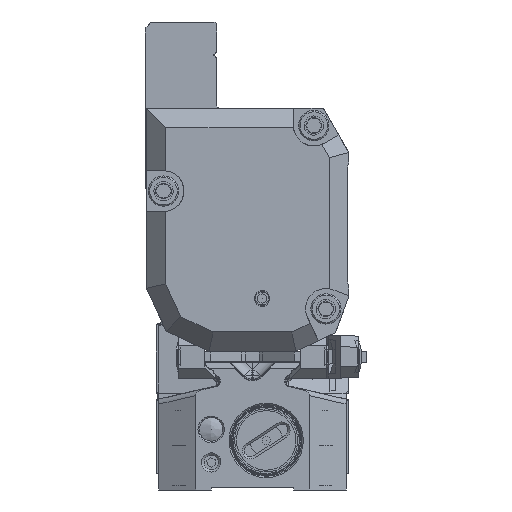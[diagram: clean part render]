
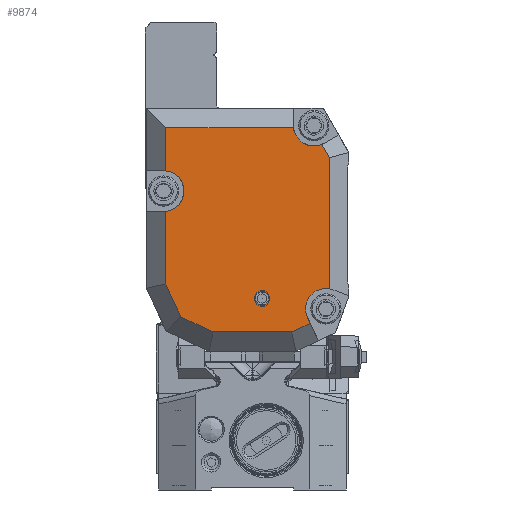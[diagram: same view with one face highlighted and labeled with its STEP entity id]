
A CAD part, front view. The second image highlights one B-rep face of the part: STEP entity #9874.
In plain terms, the highlighted planar face has unit normal (0, -1, 0).
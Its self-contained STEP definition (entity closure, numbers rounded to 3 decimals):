
#6456=FACE_BOUND('',#18710,.T.);
#6457=FACE_BOUND('',#18711,.T.);
#9874=ADVANCED_FACE('',(#6456,#6457),#11811,.F.);
#11811=PLANE('',#70078);
#18710=EDGE_LOOP('',(#36693,#36694,#36695,#36696,#36697,#36698,#36699,#36700,
#36701,#36702,#36703,#36704,#36705));
#18711=EDGE_LOOP('',(#36706));
#36693=ORIENTED_EDGE('',*,*,#51878,.T.);
#36694=ORIENTED_EDGE('',*,*,#51879,.T.);
#36695=ORIENTED_EDGE('',*,*,#51880,.T.);
#36696=ORIENTED_EDGE('',*,*,#51881,.T.);
#36697=ORIENTED_EDGE('',*,*,#51882,.T.);
#36698=ORIENTED_EDGE('',*,*,#51883,.T.);
#36699=ORIENTED_EDGE('',*,*,#51884,.T.);
#36700=ORIENTED_EDGE('',*,*,#51885,.T.);
#36701=ORIENTED_EDGE('',*,*,#51886,.T.);
#36702=ORIENTED_EDGE('',*,*,#51887,.T.);
#36703=ORIENTED_EDGE('',*,*,#51888,.T.);
#36704=ORIENTED_EDGE('',*,*,#51889,.T.);
#36705=ORIENTED_EDGE('',*,*,#51890,.T.);
#36706=ORIENTED_EDGE('',*,*,#51891,.T.);
#42840=VERTEX_POINT('',#119223);
#42841=VERTEX_POINT('',#119224);
#42842=VERTEX_POINT('',#119226);
#42843=VERTEX_POINT('',#119228);
#42844=VERTEX_POINT('',#119230);
#42845=VERTEX_POINT('',#119232);
#42846=VERTEX_POINT('',#119234);
#42847=VERTEX_POINT('',#119236);
#42848=VERTEX_POINT('',#119238);
#42849=VERTEX_POINT('',#119240);
#42850=VERTEX_POINT('',#119242);
#42851=VERTEX_POINT('',#119244);
#42852=VERTEX_POINT('',#119246);
#42853=VERTEX_POINT('',#119249);
#51878=EDGE_CURVE('',#42840,#42841,#64643,.T.);
#51879=EDGE_CURVE('',#42841,#42842,#57234,.T.);
#51880=EDGE_CURVE('',#42842,#42843,#57235,.T.);
#51881=EDGE_CURVE('',#42843,#42844,#64644,.T.);
#51882=EDGE_CURVE('',#42844,#42845,#57236,.T.);
#51883=EDGE_CURVE('',#42845,#42846,#57237,.T.);
#51884=EDGE_CURVE('',#42846,#42847,#64645,.T.);
#51885=EDGE_CURVE('',#42847,#42848,#57238,.T.);
#51886=EDGE_CURVE('',#42848,#42849,#57239,.T.);
#51887=EDGE_CURVE('',#42849,#42850,#57240,.T.);
#51888=EDGE_CURVE('',#42850,#42851,#57241,.T.);
#51889=EDGE_CURVE('',#42851,#42852,#57242,.T.);
#51890=EDGE_CURVE('',#42852,#42840,#57243,.T.);
#51891=EDGE_CURVE('',#42853,#42853,#64646,.T.);
#57234=LINE('',#119225,#62663);
#57235=LINE('',#119227,#62664);
#57236=LINE('',#119231,#62665);
#57237=LINE('',#119233,#62666);
#57238=LINE('',#119237,#62667);
#57239=LINE('',#119239,#62668);
#57240=LINE('',#119241,#62669);
#57241=LINE('',#119243,#62670);
#57242=LINE('',#119245,#62671);
#57243=LINE('',#119247,#62672);
#62663=VECTOR('',#86313,1.);
#62664=VECTOR('',#86314,1.);
#62665=VECTOR('',#86317,1.);
#62666=VECTOR('',#86318,1.);
#62667=VECTOR('',#86321,1.);
#62668=VECTOR('',#86322,1.);
#62669=VECTOR('',#86323,1.);
#62670=VECTOR('',#86324,1.);
#62671=VECTOR('',#86325,1.);
#62672=VECTOR('',#86326,1.);
#64643=CIRCLE('',#70074,3.7);
#64644=CIRCLE('',#70075,3.7);
#64645=CIRCLE('',#70076,3.7);
#64646=CIRCLE('',#70077,1.3);
#70074=AXIS2_PLACEMENT_3D('',#119222,#86311,#86312);
#70075=AXIS2_PLACEMENT_3D('',#119229,#86315,#86316);
#70076=AXIS2_PLACEMENT_3D('',#119235,#86319,#86320);
#70077=AXIS2_PLACEMENT_3D('',#119248,#86327,#86328);
#70078=AXIS2_PLACEMENT_3D('',#119250,#86329,#86330);
#86311=DIRECTION('',(0.,1.,0.));
#86312=DIRECTION('',(-1.,0.,0.));
#86313=DIRECTION('',(0.,0.,1.));
#86314=DIRECTION('',(-0.5,0.,0.866));
#86315=DIRECTION('',(0.,1.,0.));
#86316=DIRECTION('',(-1.,0.,0.));
#86317=DIRECTION('',(-1.,0.,0.));
#86318=DIRECTION('',(0.,0.,-1.));
#86319=DIRECTION('',(0.,1.,0.));
#86320=DIRECTION('',(-1.,0.,0.));
#86321=DIRECTION('',(0.,0.,-1.));
#86322=DIRECTION('',(0.419,0.,-0.908));
#86323=DIRECTION('',(0.905,0.,-0.426));
#86324=DIRECTION('',(1.,0.,0.));
#86325=DIRECTION('',(0.905,0.,0.426));
#86326=DIRECTION('',(-0.426,0.,0.905));
#86327=DIRECTION('',(0.,1.,0.));
#86328=DIRECTION('',(0.,0.,1.));
#86329=DIRECTION('',(0.,1.,0.));
#86330=DIRECTION('',(0.,0.,1.));
#119222=CARTESIAN_POINT('',(32.85,-8.,-52.11));
#119223=CARTESIAN_POINT('',(29.503,-8.,-53.687));
#119224=CARTESIAN_POINT('',(33.5,-8.,-48.468));
#119225=CARTESIAN_POINT('',(33.5,-8.,-46.706));
#119226=CARTESIAN_POINT('',(33.5,-8.,-24.648));
#119227=CARTESIAN_POINT('',(44.864,-8.,-44.331));
#119228=CARTESIAN_POINT('',(32.096,-8.,-22.216));
#119229=CARTESIAN_POINT('',(30.65,-8.,-18.81));
#119230=CARTESIAN_POINT('',(26.972,-8.,-19.21));
#119231=CARTESIAN_POINT('',(40.75,-8.,-19.21));
#119232=CARTESIAN_POINT('',(3.75,-8.,-19.21));
#119233=CARTESIAN_POINT('',(3.75,-8.,-46.706));
#119234=CARTESIAN_POINT('',(3.75,-8.,-27.032));
#119235=CARTESIAN_POINT('',(3.35,-8.,-30.71));
#119236=CARTESIAN_POINT('',(3.75,-8.,-34.388));
#119237=CARTESIAN_POINT('',(3.75,-8.,-46.706));
#119238=CARTESIAN_POINT('',(3.75,-8.,-47.584));
#119239=CARTESIAN_POINT('',(9.912,-8.,-60.937));
#119240=CARTESIAN_POINT('',(6.493,-8.,-53.528));
#119241=CARTESIAN_POINT('',(31.901,-8.,-65.495));
#119242=CARTESIAN_POINT('',(12.378,-8.,-56.3));
#119243=CARTESIAN_POINT('',(40.75,-8.,-56.3));
#119244=CARTESIAN_POINT('',(26.622,-8.,-56.3));
#119245=CARTESIAN_POINT('',(41.883,-8.,-49.112));
#119246=CARTESIAN_POINT('',(29.987,-8.,-54.715));
#119247=CARTESIAN_POINT('',(31.478,-8.,-57.881));
#119248=CARTESIAN_POINT('',(21.25,-8.,-50.21));
#119249=CARTESIAN_POINT('',(21.25,-8.,-48.91));
#119250=CARTESIAN_POINT('',(40.75,-8.,-46.706));
